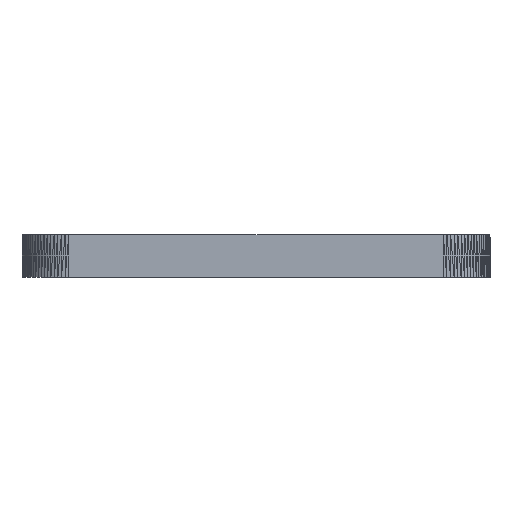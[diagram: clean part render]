
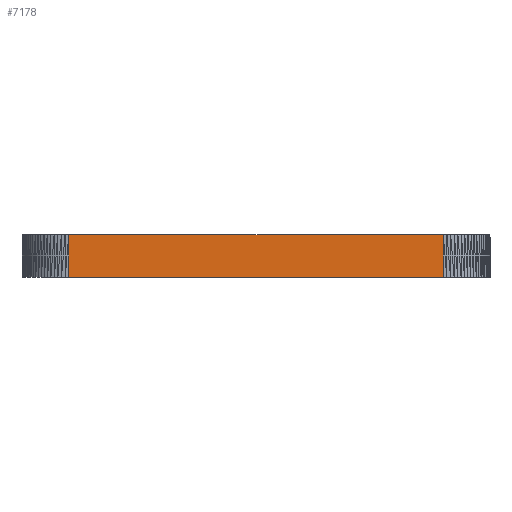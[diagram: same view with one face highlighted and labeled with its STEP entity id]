
A CAD part, left-side view. The second image highlights one B-rep face of the part: STEP entity #7178.
In plain terms, the highlighted planar face has unit normal (-1, 0, 0).
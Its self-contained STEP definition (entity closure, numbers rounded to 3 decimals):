
#2056 = VERTEX_POINT('',#2057);
#2057 = CARTESIAN_POINT('',(-7.5,-4.4,1.));
#2078 = EDGE_CURVE('',#2056,#2079,#2081,.T.);
#2079 = VERTEX_POINT('',#2080);
#2080 = CARTESIAN_POINT('',(-7.5,-4.4,0.));
#2081 = LINE('',#2082,#2083);
#2082 = CARTESIAN_POINT('',(-7.5,-4.4,1.));
#2083 = VECTOR('',#2084,1.);
#2084 = DIRECTION('',(0.,0.,-1.));
#2976 = VERTEX_POINT('',#2977);
#2977 = CARTESIAN_POINT('',(-7.5,4.4,1.));
#2999 = VERTEX_POINT('',#3000);
#3000 = CARTESIAN_POINT('',(-7.5,4.4,0.));
#3006 = EDGE_CURVE('',#2999,#2976,#3007,.T.);
#3007 = LINE('',#3008,#3009);
#3008 = CARTESIAN_POINT('',(-7.5,4.4,0.));
#3009 = VECTOR('',#3010,1.);
#3010 = DIRECTION('',(0.,0.,1.));
#3288 = EDGE_CURVE('',#2079,#2999,#3289,.T.);
#3289 = LINE('',#3290,#3291);
#3290 = CARTESIAN_POINT('',(-7.5,-4.4,0.));
#3291 = VECTOR('',#3292,1.);
#3292 = DIRECTION('',(0.,1.,0.));
#5687 = EDGE_CURVE('',#2976,#2056,#5688,.T.);
#5688 = LINE('',#5689,#5690);
#5689 = CARTESIAN_POINT('',(-7.5,4.4,1.));
#5690 = VECTOR('',#5691,1.);
#5691 = DIRECTION('',(0.,-1.,0.));
#7178 = ADVANCED_FACE('',(#7179),#7185,.T.);
#7179 = FACE_BOUND('',#7180,.T.);
#7180 = EDGE_LOOP('',(#7181,#7182,#7183,#7184));
#7181 = ORIENTED_EDGE('',*,*,#5687,.F.);
#7182 = ORIENTED_EDGE('',*,*,#3006,.F.);
#7183 = ORIENTED_EDGE('',*,*,#3288,.F.);
#7184 = ORIENTED_EDGE('',*,*,#2078,.F.);
#7185 = PLANE('',#7186);
#7186 = AXIS2_PLACEMENT_3D('',#7187,#7188,#7189);
#7187 = CARTESIAN_POINT('',(-7.5,0.,0.5));
#7188 = DIRECTION('',(-1.,-0.,-0.));
#7189 = DIRECTION('',(0.,0.,-1.));
